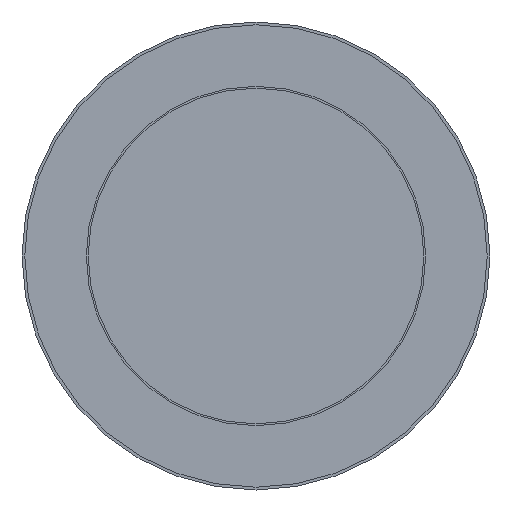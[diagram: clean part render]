
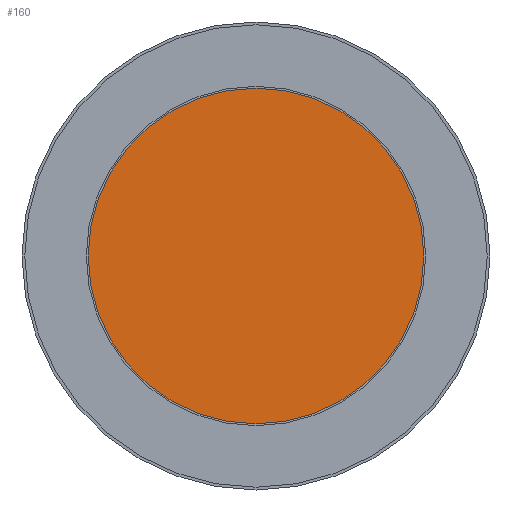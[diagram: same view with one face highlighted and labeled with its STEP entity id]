
A CAD part, front view. The second image highlights one B-rep face of the part: STEP entity #160.
In plain terms, the highlighted planar face has unit normal (0, -1, 0).
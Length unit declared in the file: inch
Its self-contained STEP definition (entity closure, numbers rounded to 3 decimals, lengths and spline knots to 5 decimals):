
#20=PLANE('',#193);
#44=FACE_OUTER_BOUND('',#67,.T.);
#67=EDGE_LOOP('',(#127));
#80=CIRCLE('',#191,0.45);
#92=VERTEX_POINT('',#279);
#104=EDGE_CURVE('',#92,#92,#80,.T.);
#127=ORIENTED_EDGE('',*,*,#104,.F.);
#160=ADVANCED_FACE('',(#44),#20,.F.);
#191=AXIS2_PLACEMENT_3D('',#280,#239,#240);
#193=AXIS2_PLACEMENT_3D('',#283,#243,#244);
#239=DIRECTION('center_axis',(0.,1.,0.));
#240=DIRECTION('ref_axis',(-1.,0.,0.));
#243=DIRECTION('center_axis',(0.,1.,0.));
#244=DIRECTION('ref_axis',(-1.,0.,0.));
#279=CARTESIAN_POINT('',(0.45,0.,0.));
#280=CARTESIAN_POINT('Origin',(0.,0.,
0.));
#283=CARTESIAN_POINT('Origin',(0.,0.,
0.));
